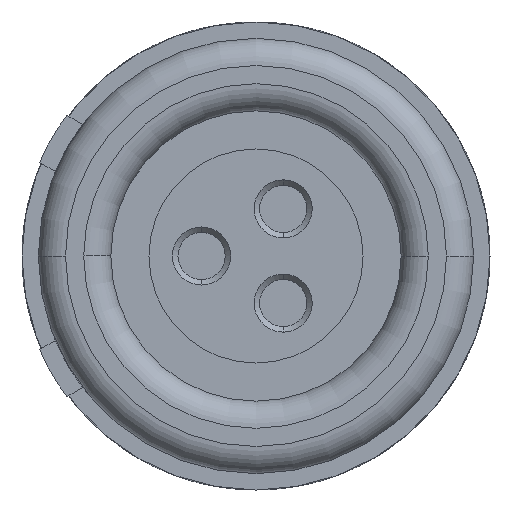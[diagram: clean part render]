
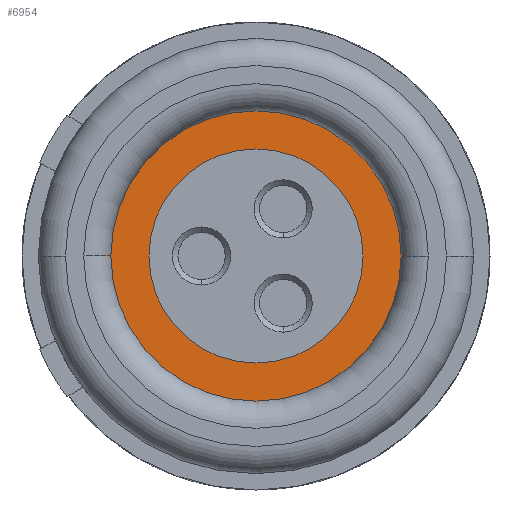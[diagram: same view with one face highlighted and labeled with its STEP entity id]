
A CAD part, left-side view. The second image highlights one B-rep face of the part: STEP entity #6954.
In plain terms, the highlighted planar face has unit normal (-1, 0, 0).
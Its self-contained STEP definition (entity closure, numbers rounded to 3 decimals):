
#3639=CARTESIAN_POINT('',(-9.95,0.,0.));
#3640=DIRECTION('',(-1.,0.,0.));
#3641=DIRECTION('',(0.,1.,0.));
#3642=AXIS2_PLACEMENT_3D('',#3639,#3640,#3641);
#3644=CARTESIAN_POINT('',(-9.95,0.,0.));
#3645=DIRECTION('',(1.,0.,0.));
#3646=DIRECTION('',(0.,1.,0.));
#3647=AXIS2_PLACEMENT_3D('',#3644,#3645,#3646);
#3649=CARTESIAN_POINT('',(-9.95,0.,0.));
#3650=DIRECTION('',(-1.,0.,0.));
#3651=DIRECTION('',(0.,0.,1.));
#3652=AXIS2_PLACEMENT_3D('',#3649,#3650,#3651);
#3654=CARTESIAN_POINT('',(-9.95,0.,0.));
#3655=DIRECTION('',(-1.,0.,0.));
#3656=DIRECTION('',(0.,0.,-1.));
#3657=AXIS2_PLACEMENT_3D('',#3654,#3655,#3656);
#3819=CARTESIAN_POINT('',(-9.95,0.,-2.95));
#3820=VERTEX_POINT('',#3819);
#3821=CARTESIAN_POINT('',(-9.95,0.,2.95));
#3822=VERTEX_POINT('',#3821);
#3992=CARTESIAN_POINT('',(-9.95,4.,0.));
#3993=CARTESIAN_POINT('',(-9.95,-4.,0.));
#3994=VERTEX_POINT('',#3992);
#3995=VERTEX_POINT('',#3993);
#6939=CARTESIAN_POINT('',(-9.95,0.,0.));
#6940=DIRECTION('',(1.,0.,0.));
#6941=DIRECTION('',(0.,-1.,0.));
#6942=AXIS2_PLACEMENT_3D('',#6939,#6940,#6941);
#6943=PLANE('',#6942);
#6944=ORIENTED_EDGE('',*,*,#6921,.F.);
#6945=ORIENTED_EDGE('',*,*,#6906,.T.);
#6946=EDGE_LOOP('',(#6944,#6945));
#6947=FACE_OUTER_BOUND('',#6946,.F.);
#6949=ORIENTED_EDGE('',*,*,#6948,.T.);
#6951=ORIENTED_EDGE('',*,*,#6950,.T.);
#6952=EDGE_LOOP('',(#6949,#6951));
#6953=FACE_BOUND('',#6952,.F.);
#6954=ADVANCED_FACE('',(#6947,#6953),#6943,.F.);
#3643=CIRCLE('',#3642,4.);
#3648=CIRCLE('',#3647,4.);
#3653=CIRCLE('',#3652,2.95);
#3658=CIRCLE('',#3657,2.95);
#6906=EDGE_CURVE('',#3994,#3995,#3648,.T.);
#6921=EDGE_CURVE('',#3994,#3995,#3643,.T.);
#6948=EDGE_CURVE('',#3822,#3820,#3653,.T.);
#6950=EDGE_CURVE('',#3820,#3822,#3658,.T.);
